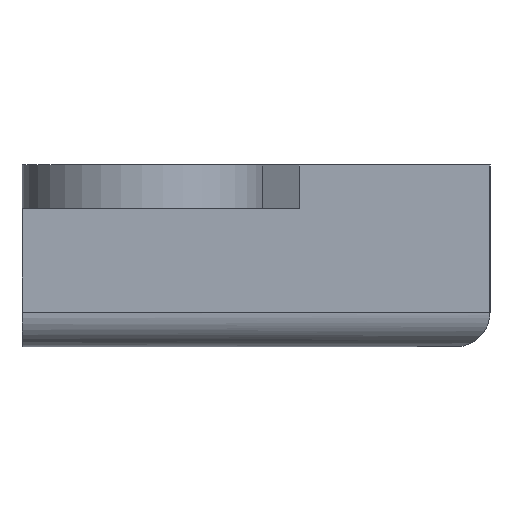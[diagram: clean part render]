
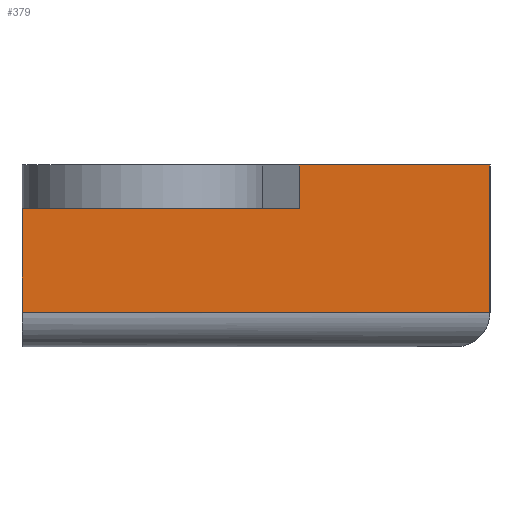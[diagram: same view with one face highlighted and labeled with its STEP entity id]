
A CAD part, left-side view. The second image highlights one B-rep face of the part: STEP entity #379.
In plain terms, the highlighted planar face has unit normal (-1, 0, 0).
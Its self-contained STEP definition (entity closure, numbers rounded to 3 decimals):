
#96=CARTESIAN_POINT('Vertex',(-16.5,-2.5,10.5)) ;
#99=CARTESIAN_POINT('Line Origine',(-16.5,-8.,10.5)) ;
#103=CARTESIAN_POINT('Vertex',(-16.5,-13.5,10.5)) ;
#231=CARTESIAN_POINT('Vertex',(-16.5,13.5,2.)) ;
#236=CARTESIAN_POINT('Line Origine',(-16.5,13.5,5.)) ;
#240=CARTESIAN_POINT('Vertex',(-16.5,13.5,8.)) ;
#334=CARTESIAN_POINT('Vertex',(-16.5,-2.5,8.)) ;
#337=CARTESIAN_POINT('Line Origine',(-16.5,-2.5,9.25)) ;
#349=CARTESIAN_POINT('Axis2P3D Location',(-16.5,-13.5,0.)) ;
#354=CARTESIAN_POINT('Line Origine',(-16.5,0.,2.)) ;
#358=CARTESIAN_POINT('Vertex',(-16.5,-13.5,2.)) ;
#361=CARTESIAN_POINT('Line Origine',(-16.5,-13.5,6.25)) ;
#366=CARTESIAN_POINT('Line Origine',(-16.5,5.5,8.)) ;
#101=VECTOR('Line Direction',#100,1.) ;
#238=VECTOR('Line Direction',#237,1.) ;
#339=VECTOR('Line Direction',#338,1.) ;
#356=VECTOR('Line Direction',#355,1.) ;
#363=VECTOR('Line Direction',#362,1.) ;
#368=VECTOR('Line Direction',#367,1.) ;
#100=DIRECTION('Vector Direction',(0.,1.,0.)) ;
#237=DIRECTION('Vector Direction',(0.,0.,1.)) ;
#338=DIRECTION('Vector Direction',(0.,0.,-1.)) ;
#350=DIRECTION('Axis2P3D Direction',(1.,0.,0.)) ;
#351=DIRECTION('Axis2P3D XDirection',(0.,1.,0.)) ;
#355=DIRECTION('Vector Direction',(0.,1.,0.)) ;
#362=DIRECTION('Vector Direction',(0.,0.,1.)) ;
#367=DIRECTION('Vector Direction',(0.,-1.,0.)) ;
#352=AXIS2_PLACEMENT_3D('Plane Axis2P3D',#349,#350,#351) ;
#102=LINE('Line',#99,#101) ;
#239=LINE('Line',#236,#238) ;
#340=LINE('Line',#337,#339) ;
#357=LINE('Line',#354,#356) ;
#364=LINE('Line',#361,#363) ;
#369=LINE('Line',#366,#368) ;
#353=PLANE('',#352) ;
#105=EDGE_CURVE('',#97,#104,#102,.F.) ;
#242=EDGE_CURVE('',#232,#241,#239,.T.) ;
#341=EDGE_CURVE('',#97,#335,#340,.T.) ;
#360=EDGE_CURVE('',#232,#359,#357,.F.) ;
#365=EDGE_CURVE('',#359,#104,#364,.T.) ;
#370=EDGE_CURVE('',#335,#241,#369,.F.) ;
#372=ORIENTED_EDGE('',*,*,#360,.T.) ;
#373=ORIENTED_EDGE('',*,*,#365,.T.) ;
#374=ORIENTED_EDGE('',*,*,#105,.F.) ;
#375=ORIENTED_EDGE('',*,*,#341,.T.) ;
#376=ORIENTED_EDGE('',*,*,#370,.T.) ;
#377=ORIENTED_EDGE('',*,*,#242,.F.) ;
#371=EDGE_LOOP('',(#372,#373,#374,#375,#376,#377)) ;
#97=VERTEX_POINT('',#96) ;
#104=VERTEX_POINT('',#103) ;
#232=VERTEX_POINT('',#231) ;
#241=VERTEX_POINT('',#240) ;
#335=VERTEX_POINT('',#334) ;
#359=VERTEX_POINT('',#358) ;
#379=ADVANCED_FACE('PartBody',(#378),#353,.F.) ;
#378=FACE_OUTER_BOUND('',#371,.T.) ;
